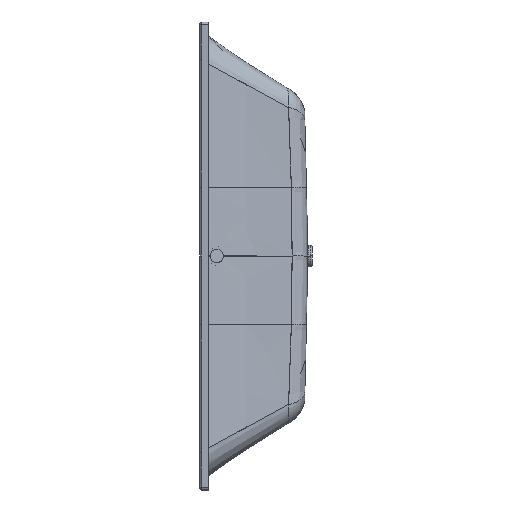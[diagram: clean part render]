
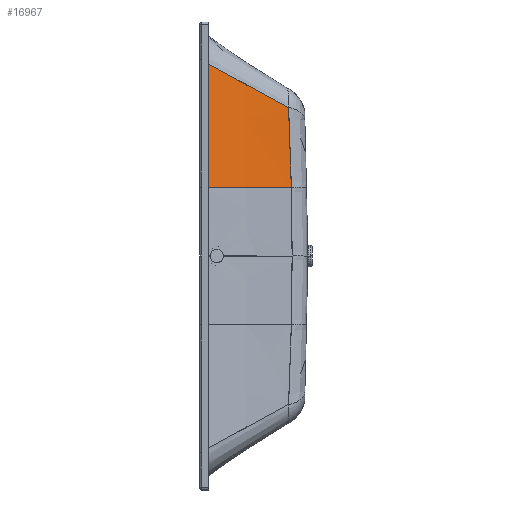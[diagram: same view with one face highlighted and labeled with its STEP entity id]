
A CAD part, left-side view. The second image highlights one B-rep face of the part: STEP entity #16967.
In plain terms, the highlighted free-form (B-spline) face has degree [3, 3] with [5, 4] control points.
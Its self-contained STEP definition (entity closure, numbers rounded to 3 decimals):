
#4920=DIRECTION('',(0.,0.,1.));
#4921=VECTOR('',#4920,486.389);
#4922=CARTESIAN_POINT('',(-300.144,-10.405,265.));
#4923=LINE('',#4922,#4921);
#4924=CARTESIAN_POINT('',(-219.877,-341.716,
570.228));
#4925=CARTESIAN_POINT('',(-228.231,-287.272,
599.999));
#4926=CARTESIAN_POINT('',(-250.14,-175.532,
661.098));
#4927=CARTESIAN_POINT('',(-281.508,-66.057,
720.959));
#4928=CARTESIAN_POINT('',(-300.144,-10.405,
751.389));
#4961=CARTESIAN_POINT('',(-218.265,-352.416,265.));
#4962=CARTESIAN_POINT('',(-226.779,-294.85,265.));
#4963=CARTESIAN_POINT('',(-249.03,-179.487,265.));
#4964=CARTESIAN_POINT('',(-281.351,-66.527,265.));
#4965=CARTESIAN_POINT('',(-300.144,-10.405,265.));
#5134=CARTESIAN_POINT('',(-219.877,-341.716,
570.228));
#5135=CARTESIAN_POINT('',(-219.797,-342.238,
559.332));
#5136=CARTESIAN_POINT('',(-219.639,-343.269,
537.178));
#5137=CARTESIAN_POINT('',(-219.412,-344.763,
502.996));
#5138=CARTESIAN_POINT('',(-219.23,-345.962,
473.586));
#5139=CARTESIAN_POINT('',(-219.089,-346.893,
449.397));
#5140=CARTESIAN_POINT('',(-218.986,-347.577,
430.89));
#5141=CARTESIAN_POINT('',(-218.886,-348.245,
412.023));
#5142=CARTESIAN_POINT('',(-218.789,-348.894,
392.806));
#5143=CARTESIAN_POINT('',(-218.71,-349.425,
376.304));
#5144=CARTESIAN_POINT('',(-218.648,-349.839,
362.884));
#5145=CARTESIAN_POINT('',(-218.587,-350.247,
349.313));
#5146=CARTESIAN_POINT('',(-218.513,-350.745,
331.964));
#5147=CARTESIAN_POINT('',(-218.426,-351.328,
310.368));
#5148=CARTESIAN_POINT('',(-218.343,-351.888,
288.077));
#5149=CARTESIAN_POINT('',(-218.29,-352.244,
272.769));
#5150=CARTESIAN_POINT('',(-218.265,-352.416,265.));
#7485=CARTESIAN_POINT('',(-300.144,-10.405,265.));
#7486=VERTEX_POINT('',#7485);
#7518=VERTEX_POINT('',#4961);
#7519=VERTEX_POINT('',#4924);
#7520=VERTEX_POINT('',#4928);
#16937=CARTESIAN_POINT('',(-301.271,-7.05,
260.118));
#16938=CARTESIAN_POINT('',(-301.271,-7.05,
426.114));
#16939=CARTESIAN_POINT('',(-301.271,-7.05,
592.11));
#16940=CARTESIAN_POINT('',(-301.271,-7.05,
758.106));
#16941=CARTESIAN_POINT('',(-282.16,-63.786,
260.428));
#16942=CARTESIAN_POINT('',(-282.16,-63.786,
415.876));
#16943=CARTESIAN_POINT('',(-282.16,-63.786,
571.325));
#16944=CARTESIAN_POINT('',(-282.16,-63.786,
726.773));
#16945=CARTESIAN_POINT('',(-249.047,-178.968,
261.058));
#16946=CARTESIAN_POINT('',(-249.047,-178.968,
395.092));
#16947=CARTESIAN_POINT('',(-249.047,-178.968,
529.127));
#16948=CARTESIAN_POINT('',(-249.047,-178.968,
663.162));
#16949=CARTESIAN_POINT('',(-226.409,-296.657,
261.701));
#16950=CARTESIAN_POINT('',(-226.409,-296.657,
373.856));
#16951=CARTESIAN_POINT('',(-226.408,-296.657,
486.011));
#16952=CARTESIAN_POINT('',(-226.408,-296.657,
598.165));
#16953=CARTESIAN_POINT('',(-217.755,-355.886,
262.025));
#16954=CARTESIAN_POINT('',(-217.755,-355.886,
363.169));
#16955=CARTESIAN_POINT('',(-217.755,-355.886,
464.312));
#16956=CARTESIAN_POINT('',(-217.755,-355.886,
565.455));
#16957=B_SPLINE_SURFACE_WITH_KNOTS('',3,3,((#16937,#16938,#16939,#16940),
(#16941,#16942,#16943,#16944),(#16945,#16946,#16947,#16948),(#16949,#16950,
#16951,#16952),(#16953,#16954,#16955,#16956)),.UNSPECIFIED.,.F.,.F.,.F.,(4,1,4),
(4,4),(0.008,0.433,0.858),(
-0.01,1.01),.UNSPECIFIED.);
#16959=ORIENTED_EDGE('',*,*,#16958,.T.);
#16961=ORIENTED_EDGE('',*,*,#16960,.T.);
#16962=ORIENTED_EDGE('',*,*,#16923,.F.);
#16964=ORIENTED_EDGE('',*,*,#16963,.T.);
#16965=EDGE_LOOP('',(#16959,#16961,#16962,#16964));
#16966=FACE_OUTER_BOUND('',#16965,.F.);
#4929=B_SPLINE_CURVE_WITH_KNOTS('',3,(#4924,#4925,#4926,#4927,#4928),
.UNSPECIFIED.,.F.,.F.,(4,1,4),(0.,0.484,1.),.UNSPECIFIED.);
#4966=B_SPLINE_CURVE_WITH_KNOTS('',3,(#4961,#4962,#4963,#4964,#4965),
.UNSPECIFIED.,.F.,.F.,(4,1,4),(0.,0.496,1.),.UNSPECIFIED.);
#5151=B_SPLINE_CURVE_WITH_KNOTS('',3,(#5134,#5135,#5136,#5137,#5138,#5139,#5140,
#5141,#5142,#5143,#5144,#5145,#5146,#5147,#5148,#5149,#5150),.UNSPECIFIED.,.F.,
.F.,(4,1,1,1,1,1,1,1,1,1,1,1,1,1,4),(0.,0.125,0.25,0.375,0.438,0.5,
0.563,0.625,0.688,0.719,0.75,0.813,0.875,0.938,1.),
.UNSPECIFIED.);
#16923=EDGE_CURVE('',#7519,#7520,#4929,.T.);
#16958=EDGE_CURVE('',#7518,#7486,#4966,.T.);
#16960=EDGE_CURVE('',#7486,#7520,#4923,.T.);
#16963=EDGE_CURVE('',#7519,#7518,#5151,.T.);
#16967=ADVANCED_FACE('',(#16966),#16957,.T.);
